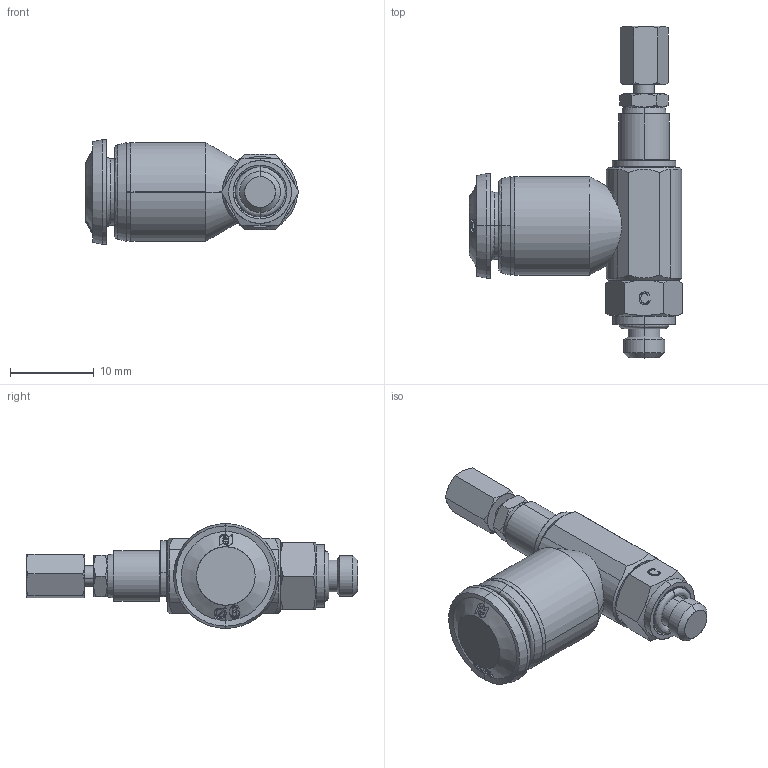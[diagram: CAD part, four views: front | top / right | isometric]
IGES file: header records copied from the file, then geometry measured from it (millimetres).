
Start section: SolidWorks IGES file using analytic representation for surfaces
Global section: file name: 5590500007A.igs; native system: SolidWorks 2011; preprocessor: SolidWorks 2011; author: cad05; date: 110530.103403; units: millimetre
Bounding box: 25.52 x 39.7 x 12.5 mm (x, y, z)
Surface area: 1922.7 mm2 (no closed solid volume)
Topology: 0 solids, 0 shells, 217 faces, 2658 edges, 2658 vertices
Faces by surface type: bspline 118, revolution 99
